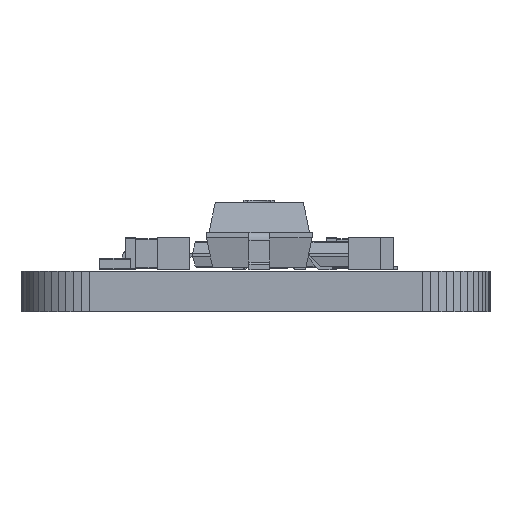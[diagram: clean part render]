
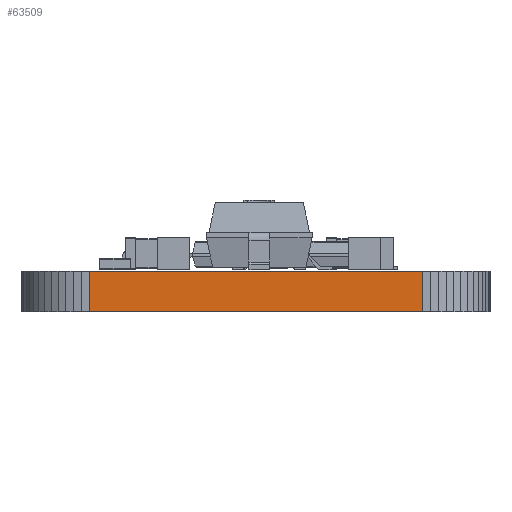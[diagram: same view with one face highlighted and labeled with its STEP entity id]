
A CAD part, front view. The second image highlights one B-rep face of the part: STEP entity #63509.
In plain terms, the highlighted planar face has unit normal (0, -1, 0).
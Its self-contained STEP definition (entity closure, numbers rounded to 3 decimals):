
#57188 = PLANE('',#57189);
#57189 = AXIS2_PLACEMENT_3D('',#57190,#57191,#57192);
#57190 = CARTESIAN_POINT('',(7.62,-19.368,1.58));
#57191 = DIRECTION('',(-0.,-0.,-1.));
#57192 = DIRECTION('',(-1.,0.,0.));
#57242 = PLANE('',#57243);
#57243 = AXIS2_PLACEMENT_3D('',#57244,#57245,#57246);
#57244 = CARTESIAN_POINT('',(7.62,-19.368,0.));
#57245 = DIRECTION('',(-0.,-0.,-1.));
#57246 = DIRECTION('',(-1.,0.,0.));
#58051 = VERTEX_POINT('',#58052);
#58052 = CARTESIAN_POINT('',(14.072,-41.349,0.));
#58066 = PLANE('',#58067);
#58067 = AXIS2_PLACEMENT_3D('',#58068,#58069,#58070);
#58068 = CARTESIAN_POINT('',(14.387,-41.33,0.));
#58069 = DIRECTION('',(0.06,-0.998,0.));
#58070 = DIRECTION('',(-0.998,-0.06,0.));
#58078 = EDGE_CURVE('',#58051,#58079,#58081,.T.);
#58079 = VERTEX_POINT('',#58080);
#58080 = CARTESIAN_POINT('',(1.168,-41.349,0.));
#58081 = SURFACE_CURVE('',#58082,(#58086,#58093),.PCURVE_S1.);
#58082 = LINE('',#58083,#58084);
#58083 = CARTESIAN_POINT('',(14.072,-41.349,0.));
#58084 = VECTOR('',#58085,1.);
#58085 = DIRECTION('',(-1.,0.,0.));
#58086 = PCURVE('',#57242,#58087);
#58087 = DEFINITIONAL_REPRESENTATION('',(#58088),#58092);
#58088 = LINE('',#58089,#58090);
#58089 = CARTESIAN_POINT('',(-6.452,-21.981));
#58090 = VECTOR('',#58091,1.);
#58091 = DIRECTION('',(1.,0.));
#58092 = ( GEOMETRIC_REPRESENTATION_CONTEXT(2) 
PARAMETRIC_REPRESENTATION_CONTEXT() REPRESENTATION_CONTEXT('2D SPACE',''
  ) );
#58093 = PCURVE('',#58094,#58099);
#58094 = PLANE('',#58095);
#58095 = AXIS2_PLACEMENT_3D('',#58096,#58097,#58098);
#58096 = CARTESIAN_POINT('',(14.072,-41.349,0.));
#58097 = DIRECTION('',(0.,-1.,0.));
#58098 = DIRECTION('',(-1.,0.,0.));
#58099 = DEFINITIONAL_REPRESENTATION('',(#58100),#58104);
#58100 = LINE('',#58101,#58102);
#58101 = CARTESIAN_POINT('',(0.,-0.));
#58102 = VECTOR('',#58103,1.);
#58103 = DIRECTION('',(1.,0.));
#58104 = ( GEOMETRIC_REPRESENTATION_CONTEXT(2) 
PARAMETRIC_REPRESENTATION_CONTEXT() REPRESENTATION_CONTEXT('2D SPACE',''
  ) );
#58122 = PLANE('',#58123);
#58123 = AXIS2_PLACEMENT_3D('',#58124,#58125,#58126);
#58124 = CARTESIAN_POINT('',(1.168,-41.349,0.));
#58125 = DIRECTION('',(-0.06,-0.998,0.));
#58126 = DIRECTION('',(-0.998,0.06,0.));
#60539 = VERTEX_POINT('',#60540);
#60540 = CARTESIAN_POINT('',(14.072,-41.349,1.58));
#60561 = EDGE_CURVE('',#60539,#60562,#60564,.T.);
#60562 = VERTEX_POINT('',#60563);
#60563 = CARTESIAN_POINT('',(1.168,-41.349,1.58));
#60564 = SURFACE_CURVE('',#60565,(#60569,#60576),.PCURVE_S1.);
#60565 = LINE('',#60566,#60567);
#60566 = CARTESIAN_POINT('',(14.072,-41.349,1.58));
#60567 = VECTOR('',#60568,1.);
#60568 = DIRECTION('',(-1.,0.,0.));
#60569 = PCURVE('',#57188,#60570);
#60570 = DEFINITIONAL_REPRESENTATION('',(#60571),#60575);
#60571 = LINE('',#60572,#60573);
#60572 = CARTESIAN_POINT('',(-6.452,-21.981));
#60573 = VECTOR('',#60574,1.);
#60574 = DIRECTION('',(1.,0.));
#60575 = ( GEOMETRIC_REPRESENTATION_CONTEXT(2) 
PARAMETRIC_REPRESENTATION_CONTEXT() REPRESENTATION_CONTEXT('2D SPACE',''
  ) );
#60576 = PCURVE('',#58094,#60577);
#60577 = DEFINITIONAL_REPRESENTATION('',(#60578),#60582);
#60578 = LINE('',#60579,#60580);
#60579 = CARTESIAN_POINT('',(0.,-1.58));
#60580 = VECTOR('',#60581,1.);
#60581 = DIRECTION('',(1.,0.));
#60582 = ( GEOMETRIC_REPRESENTATION_CONTEXT(2) 
PARAMETRIC_REPRESENTATION_CONTEXT() REPRESENTATION_CONTEXT('2D SPACE',''
  ) );
#63461 = EDGE_CURVE('',#58051,#60539,#63462,.T.);
#63462 = SURFACE_CURVE('',#63463,(#63467,#63474),.PCURVE_S1.);
#63463 = LINE('',#63464,#63465);
#63464 = CARTESIAN_POINT('',(14.072,-41.349,0.));
#63465 = VECTOR('',#63466,1.);
#63466 = DIRECTION('',(0.,0.,1.));
#63467 = PCURVE('',#58066,#63468);
#63468 = DEFINITIONAL_REPRESENTATION('',(#63469),#63473);
#63469 = LINE('',#63470,#63471);
#63470 = CARTESIAN_POINT('',(0.316,0.));
#63471 = VECTOR('',#63472,1.);
#63472 = DIRECTION('',(0.,-1.));
#63473 = ( GEOMETRIC_REPRESENTATION_CONTEXT(2) 
PARAMETRIC_REPRESENTATION_CONTEXT() REPRESENTATION_CONTEXT('2D SPACE',''
  ) );
#63474 = PCURVE('',#58094,#63475);
#63475 = DEFINITIONAL_REPRESENTATION('',(#63476),#63480);
#63476 = LINE('',#63477,#63478);
#63477 = CARTESIAN_POINT('',(0.,-0.));
#63478 = VECTOR('',#63479,1.);
#63479 = DIRECTION('',(0.,-1.));
#63480 = ( GEOMETRIC_REPRESENTATION_CONTEXT(2) 
PARAMETRIC_REPRESENTATION_CONTEXT() REPRESENTATION_CONTEXT('2D SPACE',''
  ) );
#63509 = ADVANCED_FACE('',(#63510),#58094,.T.);
#63510 = FACE_BOUND('',#63511,.T.);
#63511 = EDGE_LOOP('',(#63512,#63513,#63514,#63535));
#63512 = ORIENTED_EDGE('',*,*,#63461,.T.);
#63513 = ORIENTED_EDGE('',*,*,#60561,.T.);
#63514 = ORIENTED_EDGE('',*,*,#63515,.F.);
#63515 = EDGE_CURVE('',#58079,#60562,#63516,.T.);
#63516 = SURFACE_CURVE('',#63517,(#63521,#63528),.PCURVE_S1.);
#63517 = LINE('',#63518,#63519);
#63518 = CARTESIAN_POINT('',(1.168,-41.349,0.));
#63519 = VECTOR('',#63520,1.);
#63520 = DIRECTION('',(0.,0.,1.));
#63521 = PCURVE('',#58094,#63522);
#63522 = DEFINITIONAL_REPRESENTATION('',(#63523),#63527);
#63523 = LINE('',#63524,#63525);
#63524 = CARTESIAN_POINT('',(12.903,0.));
#63525 = VECTOR('',#63526,1.);
#63526 = DIRECTION('',(0.,-1.));
#63527 = ( GEOMETRIC_REPRESENTATION_CONTEXT(2) 
PARAMETRIC_REPRESENTATION_CONTEXT() REPRESENTATION_CONTEXT('2D SPACE',''
  ) );
#63528 = PCURVE('',#58122,#63529);
#63529 = DEFINITIONAL_REPRESENTATION('',(#63530),#63534);
#63530 = LINE('',#63531,#63532);
#63531 = CARTESIAN_POINT('',(0.,0.));
#63532 = VECTOR('',#63533,1.);
#63533 = DIRECTION('',(0.,-1.));
#63534 = ( GEOMETRIC_REPRESENTATION_CONTEXT(2) 
PARAMETRIC_REPRESENTATION_CONTEXT() REPRESENTATION_CONTEXT('2D SPACE',''
  ) );
#63535 = ORIENTED_EDGE('',*,*,#58078,.F.);
